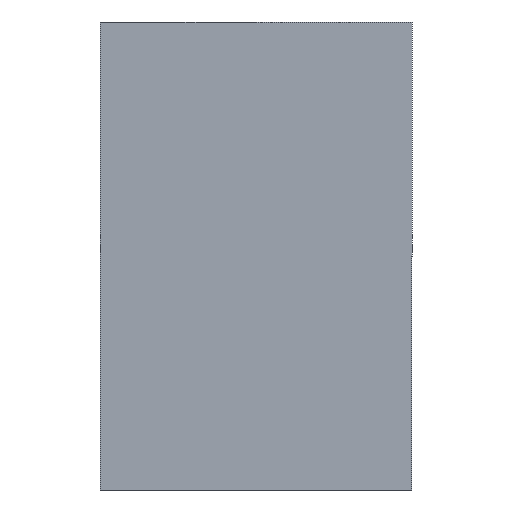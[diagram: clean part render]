
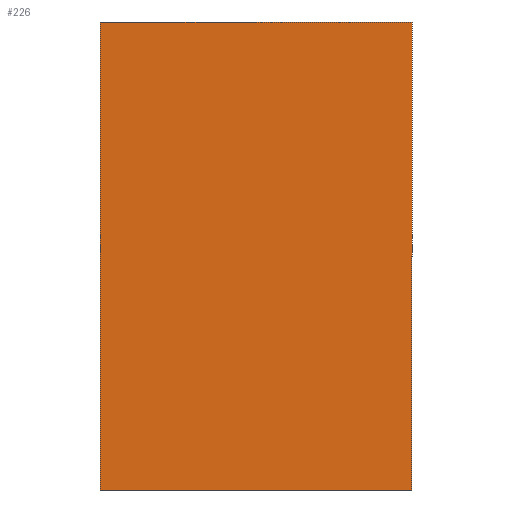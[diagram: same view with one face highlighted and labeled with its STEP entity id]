
A CAD part, front view. The second image highlights one B-rep face of the part: STEP entity #226.
In plain terms, the highlighted planar face has unit normal (0, -1, 0).
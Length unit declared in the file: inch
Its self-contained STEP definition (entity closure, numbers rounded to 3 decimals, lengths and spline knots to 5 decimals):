
#4 = VERTEX_POINT ( 'NONE', #118 ) ;
#6 = LINE ( 'NONE', #86, #116 ) ;
#9 = ORIENTED_EDGE ( 'NONE', *, *, #48, .F. ) ;
#10 = DIRECTION ( 'NONE',  ( -1., 0., 0. ) ) ;
#11 = DIRECTION ( 'NONE',  ( 0., 0., 1. ) ) ;
#15 = CARTESIAN_POINT ( 'NONE',  ( 0., 0., 0. ) ) ;
#21 = EDGE_CURVE ( 'NONE', #4, #99, #6, .T. ) ;
#35 = DIRECTION ( 'NONE',  ( 1., 0., 0. ) ) ;
#37 = PLANE ( 'NONE',  #95 ) ;
#48 = EDGE_CURVE ( 'NONE', #99, #120, #52, .T. ) ;
#52 = LINE ( 'NONE', #160, #112 ) ;
#75 = FACE_OUTER_BOUND ( 'NONE', #208, .T. ) ;
#79 = CARTESIAN_POINT ( 'NONE',  ( 0.03937, 0., -0.05906 ) ) ;
#86 = CARTESIAN_POINT ( 'NONE',  ( -0.03937, 0., -0.05906 ) ) ;
#88 = VERTEX_POINT ( 'NONE', #161 ) ;
#93 = DIRECTION ( 'NONE',  ( 0., 1., 0. ) ) ;
#95 = AXIS2_PLACEMENT_3D ( 'NONE', #15, #93, #145 ) ;
#99 = VERTEX_POINT ( 'NONE', #186 ) ;
#105 = EDGE_CURVE ( 'NONE', #120, #88, #239, .T. ) ;
#112 = VECTOR ( 'NONE', #11, 39.37008 ) ;
#116 = VECTOR ( 'NONE', #10, 39.37008 ) ;
#117 = ORIENTED_EDGE ( 'NONE', *, *, #203, .F. ) ;
#118 = CARTESIAN_POINT ( 'NONE',  ( 0.03937, 0., -0.05906 ) ) ;
#120 = VERTEX_POINT ( 'NONE', #202 ) ;
#124 = LINE ( 'NONE', #79, #197 ) ;
#144 = CARTESIAN_POINT ( 'NONE',  ( -0.03937, 0., 0.05906 ) ) ;
#145 = DIRECTION ( 'NONE',  ( 0., 0., 1. ) ) ;
#160 = CARTESIAN_POINT ( 'NONE',  ( -0.03937, 0., -0.05906 ) ) ;
#161 = CARTESIAN_POINT ( 'NONE',  ( 0.03937, 0., 0.05906 ) ) ;
#162 = ORIENTED_EDGE ( 'NONE', *, *, #105, .F. ) ;
#164 = VECTOR ( 'NONE', #35, 39.37008 ) ;
#167 = DIRECTION ( 'NONE',  ( 0., 0., -1. ) ) ;
#178 = ORIENTED_EDGE ( 'NONE', *, *, #21, .F. ) ;
#186 = CARTESIAN_POINT ( 'NONE',  ( -0.03937, 0., -0.05906 ) ) ;
#197 = VECTOR ( 'NONE', #167, 39.37008 ) ;
#202 = CARTESIAN_POINT ( 'NONE',  ( -0.03937, 0., 0.05906 ) ) ;
#203 = EDGE_CURVE ( 'NONE', #88, #4, #124, .T. ) ;
#208 = EDGE_LOOP ( 'NONE', ( #117, #162, #9, #178 ) ) ;
#226 = ADVANCED_FACE ( 'NONE', ( #75 ), #37, .F. ) ;
#239 = LINE ( 'NONE', #144, #164 ) ;
